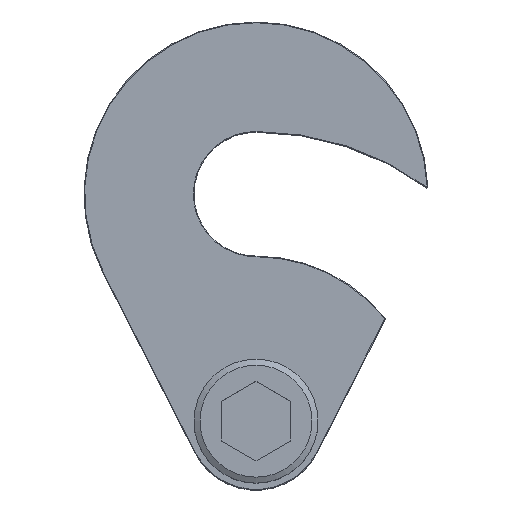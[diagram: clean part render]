
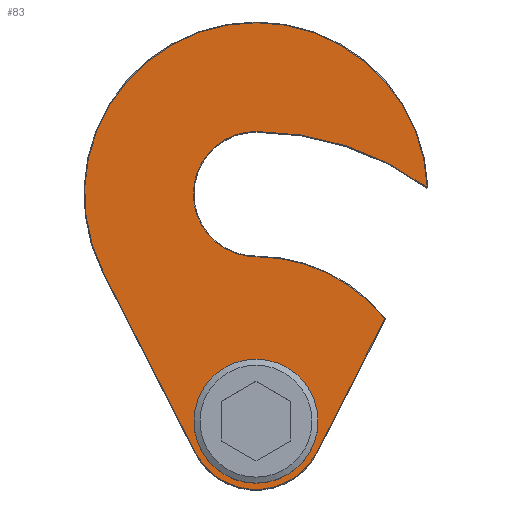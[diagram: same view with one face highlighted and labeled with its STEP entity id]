
A CAD part, top view. The second image highlights one B-rep face of the part: STEP entity #83.
In plain terms, the highlighted planar face has unit normal (0, 0, 1).
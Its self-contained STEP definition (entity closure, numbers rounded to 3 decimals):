
#83 = ADVANCED_FACE( '', ( #138, #139 ), #140, .F. );
#138 = FACE_OUTER_BOUND( '', #229, .T. );
#139 = FACE_BOUND( '', #230, .T. );
#140 = PLANE( '', #231 );
#229 = EDGE_LOOP( '', ( #358, #359, #360, #361, #362, #363, #364 ) );
#230 = EDGE_LOOP( '', ( #365 ) );
#231 = AXIS2_PLACEMENT_3D( '', #366, #367, #368 );
#358 = ORIENTED_EDGE( '', *, *, #618, .T. );
#359 = ORIENTED_EDGE( '', *, *, #619, .T. );
#360 = ORIENTED_EDGE( '', *, *, #620, .T. );
#361 = ORIENTED_EDGE( '', *, *, #621, .T. );
#362 = ORIENTED_EDGE( '', *, *, #622, .T. );
#363 = ORIENTED_EDGE( '', *, *, #623, .T. );
#364 = ORIENTED_EDGE( '', *, *, #624, .T. );
#365 = ORIENTED_EDGE( '', *, *, #625, .F. );
#366 = CARTESIAN_POINT( '', ( 0., 33., 8. ) );
#367 = DIRECTION( '', ( 0., 0., -1. ) );
#368 = DIRECTION( '', ( -1., 0., 0. ) );
#618 = EDGE_CURVE( '', #724, #725, #726, .T. );
#619 = EDGE_CURVE( '', #725, #727, #728, .T. );
#620 = EDGE_CURVE( '', #727, #729, #730, .F. );
#621 = EDGE_CURVE( '', #729, #731, #732, .T. );
#622 = EDGE_CURVE( '', #731, #733, #734, .F. );
#623 = EDGE_CURVE( '', #733, #735, #736, .T. );
#624 = EDGE_CURVE( '', #735, #724, #737, .F. );
#625 = EDGE_CURVE( '', #738, #738, #739, .F. );
#724 = VERTEX_POINT( '', #874 );
#725 = VERTEX_POINT( '', #875 );
#726 = CIRCLE( '', #876, 9.1 );
#727 = VERTEX_POINT( '', #877 );
#728 = CIRCLE( '', #878, 42.1 );
#729 = VERTEX_POINT( '', #879 );
#730 = CIRCLE( '', #880, 24.9 );
#731 = VERTEX_POINT( '', #881 );
#732 = LINE( '', #882, #883 );
#733 = VERTEX_POINT( '', #884 );
#734 = CIRCLE( '', #885, 9.9 );
#735 = VERTEX_POINT( '', #886 );
#736 = LINE( '', #887, #888 );
#737 = CIRCLE( '', #889, 23.9 );
#738 = VERTEX_POINT( '', #890 );
#739 = CIRCLE( '', #891, 9. );
#874 = CARTESIAN_POINT( '', ( 0., 23.9, 8. ) );
#875 = CARTESIAN_POINT( '', ( 0., 42.1, 8. ) );
#876 = AXIS2_PLACEMENT_3D( '', #1042, #1043, #1044 );
#877 = CARTESIAN_POINT( '', ( 24.881, 33.961, 8. ) );
#878 = AXIS2_PLACEMENT_3D( '', #1045, #1046, #1047 );
#879 = CARTESIAN_POINT( '', ( -22.179, 21.682, 8. ) );
#880 = AXIS2_PLACEMENT_3D( '', #1048, #1049, #1050 );
#881 = CARTESIAN_POINT( '', ( -8.818, -4.5, 8. ) );
#882 = CARTESIAN_POINT( '', ( -8.818, -4.5, 8. ) );
#883 = VECTOR( '', #1051, 1000. );
#884 = CARTESIAN_POINT( '', ( 8.818, -4.5, 8. ) );
#885 = AXIS2_PLACEMENT_3D( '', #1052, #1053, #1054 );
#886 = CARTESIAN_POINT( '', ( 18.706, 14.876, 8. ) );
#887 = CARTESIAN_POINT( '', ( 18.735, 14.933, 8. ) );
#888 = VECTOR( '', #1055, 1000. );
#889 = AXIS2_PLACEMENT_3D( '', #1056, #1057, #1058 );
#890 = CARTESIAN_POINT( '', ( -9., 0., 8. ) );
#891 = AXIS2_PLACEMENT_3D( '', #1059, #1060, #1061 );
#1042 = CARTESIAN_POINT( '', ( 0., 33., 8. ) );
#1043 = DIRECTION( '', ( 0., 0., -1. ) );
#1044 = DIRECTION( '', ( -1., 0., 0. ) );
#1045 = CARTESIAN_POINT( '', ( 0., 0., 8. ) );
#1046 = DIRECTION( '', ( 0., 0., -1. ) );
#1047 = DIRECTION( '', ( -1., 0., 0. ) );
#1048 = CARTESIAN_POINT( '', ( 0., 33., 8. ) );
#1049 = DIRECTION( '', ( 0., 0., -1. ) );
#1050 = DIRECTION( '', ( -1., 0., 0. ) );
#1051 = DIRECTION( '', ( 0.455, -0.891, 0. ) );
#1052 = CARTESIAN_POINT( '', ( 0., 0., 8. ) );
#1053 = DIRECTION( '', ( 0., 0., -1. ) );
#1054 = DIRECTION( '', ( -1., 0., 0. ) );
#1055 = DIRECTION( '', ( 0.455, 0.891, 0. ) );
#1056 = CARTESIAN_POINT( '', ( 0., 0., 8. ) );
#1057 = DIRECTION( '', ( 0., 0., -1. ) );
#1058 = DIRECTION( '', ( -1., 0., 0. ) );
#1059 = CARTESIAN_POINT( '', ( 0., 0., 8. ) );
#1060 = DIRECTION( '', ( 0., 0., -1. ) );
#1061 = DIRECTION( '', ( -1., 0., 0. ) );
